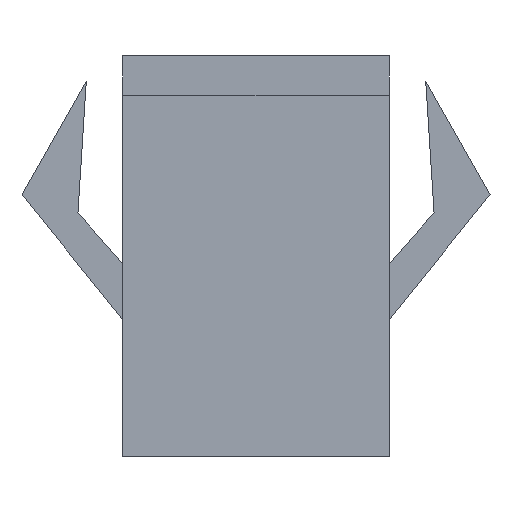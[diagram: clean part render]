
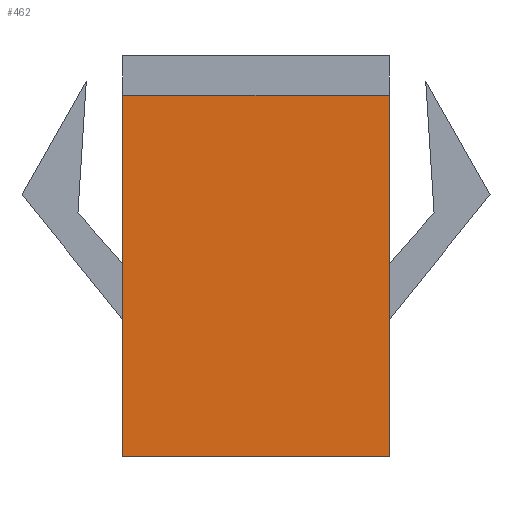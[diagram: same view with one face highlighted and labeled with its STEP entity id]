
A CAD part, front view. The second image highlights one B-rep face of the part: STEP entity #462.
In plain terms, the highlighted planar face has unit normal (0, -1, 0).
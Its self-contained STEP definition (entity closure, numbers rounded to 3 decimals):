
#82 = VERTEX_POINT('',#83);
#83 = CARTESIAN_POINT('',(4.03,-2.525,0.));
#89 = EDGE_CURVE('',#82,#90,#92,.T.);
#90 = VERTEX_POINT('',#91);
#91 = CARTESIAN_POINT('',(-4.03,-2.525,0.));
#92 = LINE('',#93,#94);
#93 = CARTESIAN_POINT('',(4.03,-2.525,0.));
#94 = VECTOR('',#95,1.);
#95 = DIRECTION('',(-1.,0.,0.));
#361 = EDGE_CURVE('',#90,#362,#364,.T.);
#362 = VERTEX_POINT('',#363);
#363 = CARTESIAN_POINT('',(-4.03,-2.525,10.9));
#364 = LINE('',#365,#366);
#365 = CARTESIAN_POINT('',(-4.03,-2.525,0.));
#366 = VECTOR('',#367,1.);
#367 = DIRECTION('',(0.,0.,1.));
#462 = ADVANCED_FACE('',(#463),#481,.T.);
#463 = FACE_BOUND('',#464,.T.);
#464 = EDGE_LOOP('',(#465,#466,#474,#480));
#465 = ORIENTED_EDGE('',*,*,#89,.F.);
#466 = ORIENTED_EDGE('',*,*,#467,.T.);
#467 = EDGE_CURVE('',#82,#468,#470,.T.);
#468 = VERTEX_POINT('',#469);
#469 = CARTESIAN_POINT('',(4.03,-2.525,10.9));
#470 = LINE('',#471,#472);
#471 = CARTESIAN_POINT('',(4.03,-2.525,0.));
#472 = VECTOR('',#473,1.);
#473 = DIRECTION('',(0.,0.,1.));
#474 = ORIENTED_EDGE('',*,*,#475,.T.);
#475 = EDGE_CURVE('',#468,#362,#476,.T.);
#476 = LINE('',#477,#478);
#477 = CARTESIAN_POINT('',(4.03,-2.525,10.9));
#478 = VECTOR('',#479,1.);
#479 = DIRECTION('',(-1.,0.,0.));
#480 = ORIENTED_EDGE('',*,*,#361,.F.);
#481 = PLANE('',#482);
#482 = AXIS2_PLACEMENT_3D('',#483,#484,#485);
#483 = CARTESIAN_POINT('',(4.03,-2.525,0.));
#484 = DIRECTION('',(0.,-1.,0.));
#485 = DIRECTION('',(-1.,0.,0.));
